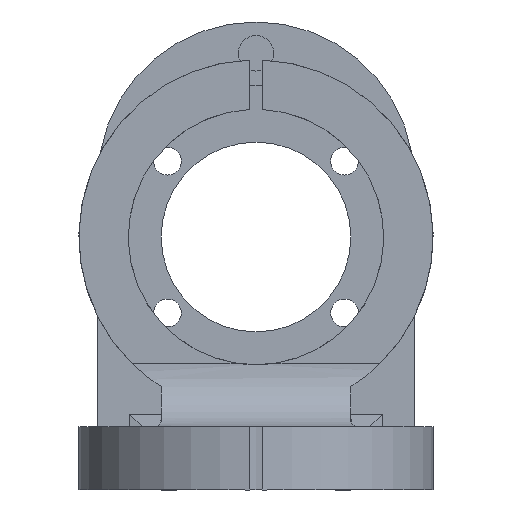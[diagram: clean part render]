
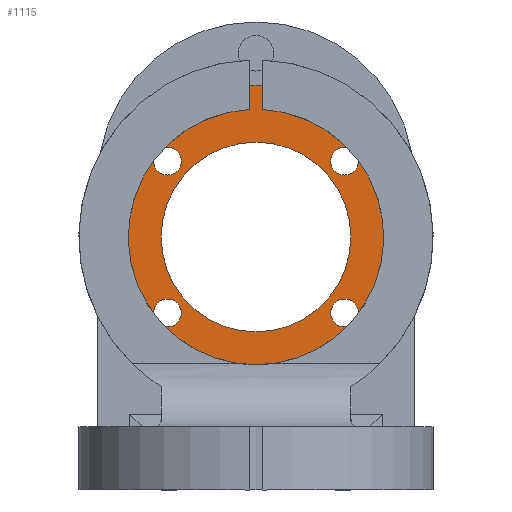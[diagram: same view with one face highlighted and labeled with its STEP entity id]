
A CAD part, front view. The second image highlights one B-rep face of the part: STEP entity #1115.
In plain terms, the highlighted planar face has unit normal (0, -1, 0).
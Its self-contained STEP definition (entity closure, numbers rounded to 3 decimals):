
#15=FACE_BOUND('',#244,.T.);
#16=FACE_BOUND('',#245,.T.);
#17=FACE_BOUND('',#246,.T.);
#18=FACE_BOUND('',#247,.T.);
#19=FACE_BOUND('',#248,.T.);
#76=CIRCLE('',#1216,7.5);
#78=CIRCLE('',#1219,1.1);
#80=CIRCLE('',#1222,1.1);
#82=CIRCLE('',#1225,1.1);
#84=CIRCLE('',#1228,1.1);
#86=CIRCLE('',#1231,12.);
#180=FACE_OUTER_BOUND('',#243,.T.);
#243=EDGE_LOOP('',(#909));
#244=EDGE_LOOP('',(#910));
#245=EDGE_LOOP('',(#911));
#246=EDGE_LOOP('',(#912));
#247=EDGE_LOOP('',(#913));
#248=EDGE_LOOP('',(#914));
#532=VERTEX_POINT('',#1855);
#534=VERTEX_POINT('',#1861);
#536=VERTEX_POINT('',#1867);
#538=VERTEX_POINT('',#1873);
#540=VERTEX_POINT('',#1879);
#542=VERTEX_POINT('',#1885);
#664=EDGE_CURVE('',#532,#532,#76,.T.);
#667=EDGE_CURVE('',#534,#534,#78,.T.);
#670=EDGE_CURVE('',#536,#536,#80,.T.);
#673=EDGE_CURVE('',#538,#538,#82,.T.);
#676=EDGE_CURVE('',#540,#540,#84,.T.);
#679=EDGE_CURVE('',#542,#542,#86,.T.);
#909=ORIENTED_EDGE('',*,*,#679,.T.);
#910=ORIENTED_EDGE('',*,*,#676,.T.);
#911=ORIENTED_EDGE('',*,*,#673,.T.);
#912=ORIENTED_EDGE('',*,*,#670,.T.);
#913=ORIENTED_EDGE('',*,*,#667,.T.);
#914=ORIENTED_EDGE('',*,*,#664,.T.);
#1063=PLANE('',#1233);
#1115=ADVANCED_FACE('',(#180,#15,#16,#17,#18,#19),#1063,.T.);
#1216=AXIS2_PLACEMENT_3D('',#1856,#1459,#1460);
#1219=AXIS2_PLACEMENT_3D('',#1862,#1466,#1467);
#1222=AXIS2_PLACEMENT_3D('',#1868,#1473,#1474);
#1225=AXIS2_PLACEMENT_3D('',#1874,#1480,#1481);
#1228=AXIS2_PLACEMENT_3D('',#1880,#1487,#1488);
#1231=AXIS2_PLACEMENT_3D('',#1886,#1494,#1495);
#1233=AXIS2_PLACEMENT_3D('',#1890,#1499,#1500);
#1459=DIRECTION('center_axis',(0.,1.,0.));
#1460=DIRECTION('ref_axis',(1.,0.,0.));
#1466=DIRECTION('center_axis',(0.,1.,0.));
#1467=DIRECTION('ref_axis',(1.,0.,0.));
#1473=DIRECTION('center_axis',(0.,1.,0.));
#1474=DIRECTION('ref_axis',(1.,0.,0.));
#1480=DIRECTION('center_axis',(0.,1.,0.));
#1481=DIRECTION('ref_axis',(1.,0.,0.));
#1487=DIRECTION('center_axis',(0.,1.,0.));
#1488=DIRECTION('ref_axis',(1.,0.,0.));
#1494=DIRECTION('center_axis',(0.,-1.,0.));
#1495=DIRECTION('ref_axis',(1.,0.,0.));
#1499=DIRECTION('center_axis',(0.,-1.,0.));
#1500=DIRECTION('ref_axis',(1.,0.,0.));
#1855=CARTESIAN_POINT('',(-7.5,-26.5,20.));
#1856=CARTESIAN_POINT('Origin',(0.,-26.5,20.));
#1861=CARTESIAN_POINT('',(-8.105,-26.5,13.996));
#1862=CARTESIAN_POINT('Origin',(-7.005,-26.5,13.996));
#1867=CARTESIAN_POINT('',(5.907,-26.5,13.996));
#1868=CARTESIAN_POINT('Origin',(7.007,-26.5,13.996));
#1873=CARTESIAN_POINT('',(-8.1,-26.5,26.));
#1874=CARTESIAN_POINT('Origin',(-7.,-26.5,26.));
#1879=CARTESIAN_POINT('',(5.9,-26.5,26.));
#1880=CARTESIAN_POINT('Origin',(7.,-26.5,26.));
#1885=CARTESIAN_POINT('',(-12.,-26.5,20.));
#1886=CARTESIAN_POINT('Origin',(0.,-26.5,20.));
#1890=CARTESIAN_POINT('Origin',(0.,-26.5,20.));
